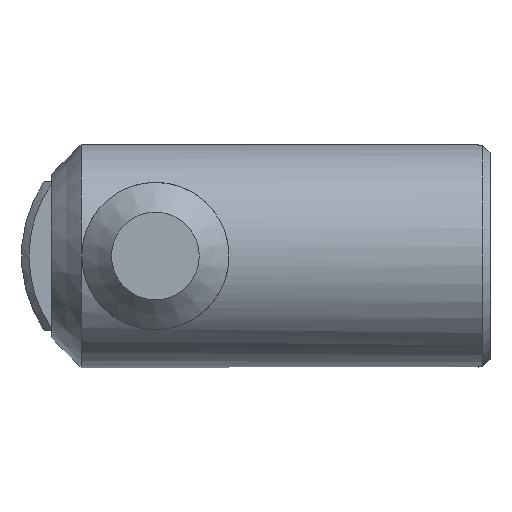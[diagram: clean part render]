
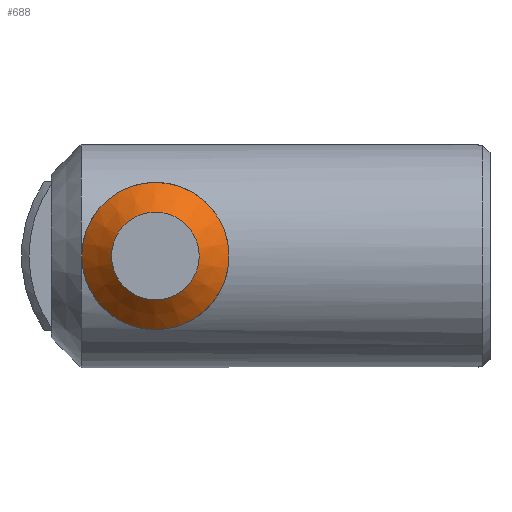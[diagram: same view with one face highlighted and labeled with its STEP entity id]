
A CAD part, front view. The second image highlights one B-rep face of the part: STEP entity #688.
In plain terms, the highlighted conical face has half-angle 45 degrees and reference radius 4.95 mm.
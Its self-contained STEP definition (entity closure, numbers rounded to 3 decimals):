
#31=LINE('',#2619,#73);
#73=VECTOR('',#830,4.95);
#115=CIRCLE('',#749,4.95);
#116=CIRCLE('',#750,2.95);
#150=CONICAL_SURFACE('',#748,4.95,0.785);
#192=FACE_OUTER_BOUND('',#233,.T.);
#233=EDGE_LOOP('',(#495,#496,#497,#498));
#308=VERTEX_POINT('',#2616);
#309=VERTEX_POINT('',#2618);
#383=EDGE_CURVE('',#308,#308,#115,.T.);
#384=EDGE_CURVE('',#308,#309,#31,.T.);
#385=EDGE_CURVE('',#309,#309,#116,.T.);
#495=ORIENTED_EDGE('',*,*,#383,.F.);
#496=ORIENTED_EDGE('',*,*,#384,.T.);
#497=ORIENTED_EDGE('',*,*,#385,.T.);
#498=ORIENTED_EDGE('',*,*,#384,.F.);
#688=ADVANCED_FACE('',(#192),#150,.T.);
#748=AXIS2_PLACEMENT_3D('',#2615,#826,#827);
#749=AXIS2_PLACEMENT_3D('',#2617,#828,#829);
#750=AXIS2_PLACEMENT_3D('',#2620,#831,#832);
#826=DIRECTION('center_axis',(0.,1.,0.));
#827=DIRECTION('ref_axis',(0.,0.,1.));
#828=DIRECTION('center_axis',(0.,1.,0.));
#829=DIRECTION('ref_axis',(0.,0.,1.));
#830=DIRECTION('',(0.,-0.707,0.707));
#831=DIRECTION('center_axis',(0.,1.,0.));
#832=DIRECTION('ref_axis',(0.,0.,1.));
#2615=CARTESIAN_POINT('Origin',(-1.519,-26.621,2.582));
#2616=CARTESIAN_POINT('',(-1.519,-26.621,-2.368));
#2617=CARTESIAN_POINT('Origin',(-1.519,-26.621,2.582));
#2618=CARTESIAN_POINT('',(-1.519,-28.621,-0.368));
#2619=CARTESIAN_POINT('',(-1.519,-26.621,-2.368));
#2620=CARTESIAN_POINT('Origin',(-1.519,-28.621,2.582));
